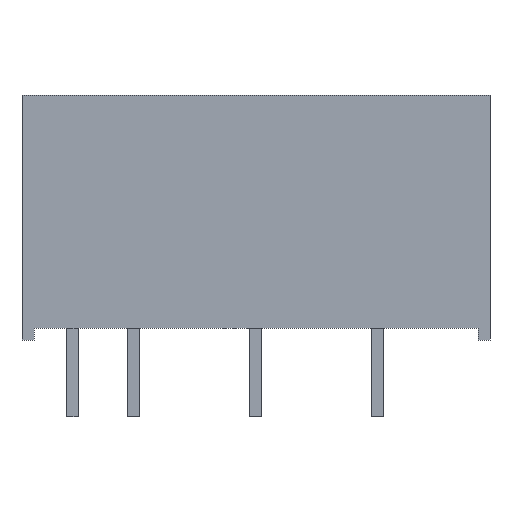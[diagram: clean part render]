
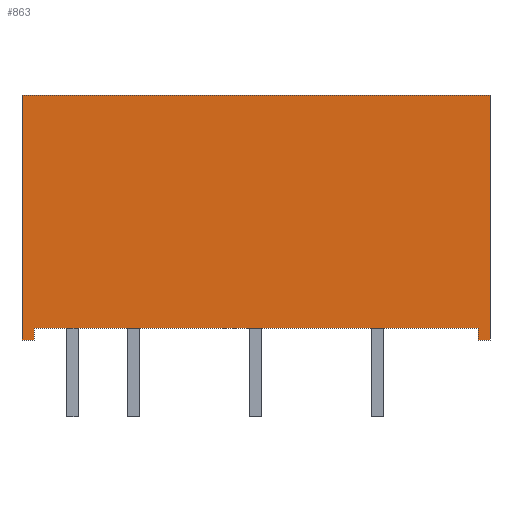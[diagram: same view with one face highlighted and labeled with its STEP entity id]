
A CAD part, front view. The second image highlights one B-rep face of the part: STEP entity #863.
In plain terms, the highlighted planar face has unit normal (0, -1, 0).
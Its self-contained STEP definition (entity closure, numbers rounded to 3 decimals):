
#492=CARTESIAN_POINT('',(17.4,-6.425,-0.0));
#493=VERTEX_POINT('',#492);
#494=CARTESIAN_POINT('',(16.9,-6.425,-0.0));
#495=VERTEX_POINT('',#494);
#496=CARTESIAN_POINT('',(7.65,-6.425,0.0));
#497=DIRECTION('',(-1.0,-0.0,0.0));
#498=VECTOR('',#497,1.0);
#499=LINE('',#496,#498);
#500=EDGE_CURVE('n� 456',#493,#495,#499,.T.);
#566=CARTESIAN_POINT('',(-1.6,-6.425,-0.0));
#567=VERTEX_POINT('',#566);
#568=CARTESIAN_POINT('',(-1.6,-6.425,0.5));
#569=VERTEX_POINT('',#568);
#570=CARTESIAN_POINT('',(-1.6,-6.425,0.0));
#571=DIRECTION('',(0.0,0.0,1.0));
#572=VECTOR('',#571,1.0);
#573=LINE('',#570,#572);
#574=EDGE_CURVE('n� 393',#567,#569,#573,.T.);
#615=CARTESIAN_POINT('',(16.9,-6.425,0.5));
#616=VERTEX_POINT('',#615);
#617=CARTESIAN_POINT('',(16.9,-6.425,0.0));
#618=DIRECTION('',(0.0,0.0,-1.0));
#619=VECTOR('',#618,1.0);
#620=LINE('',#617,#619);
#621=EDGE_CURVE('n� 374',#616,#495,#620,.T.);
#680=CARTESIAN_POINT('',(-2.1,-6.425,-0.0));
#681=VERTEX_POINT('',#680);
#682=CARTESIAN_POINT('',(7.65,-6.425,0.0));
#683=DIRECTION('',(-1.0,0.0,0.0));
#684=VECTOR('',#683,1.0);
#685=LINE('',#682,#684);
#686=EDGE_CURVE('n� 290',#567,#681,#685,.T.);
#742=CARTESIAN_POINT('',(17.4,-6.425,10.2));
#743=VERTEX_POINT('',#742);
#751=CARTESIAN_POINT('',(-2.1,-6.425,10.2));
#752=VERTEX_POINT('',#751);
#759=CARTESIAN_POINT('',(-2.1,-6.425,10.2));
#760=DIRECTION('',(1.0,0.0,0.0));
#761=VECTOR('',#760,1.0);
#762=LINE('',#759,#761);
#763=EDGE_CURVE('n� 10',#752,#743,#762,.T.);
#776=CARTESIAN_POINT('',(17.4,-6.425,10.2));
#777=DIRECTION('',(-0.0,0.0,-1.0));
#778=VECTOR('',#777,1.0);
#779=LINE('',#776,#778);
#780=EDGE_CURVE('n� 14',#743,#493,#779,.T.);
#802=CARTESIAN_POINT('',(-2.1,-6.425,0.5));
#803=DIRECTION('',(-1.0,0.0,0.0));
#804=VECTOR('',#803,1.0);
#805=LINE('',#802,#804);
#806=EDGE_CURVE('n� 26',#616,#569,#805,.T.);
#832=CARTESIAN_POINT('',(-2.1,-6.425,10.2));
#833=DIRECTION('',(-0.0,0.0,1.0));
#834=VECTOR('',#833,1.0);
#835=LINE('',#832,#834);
#836=EDGE_CURVE('n� 37',#681,#752,#835,.T.);
#848=ORIENTED_EDGE('',*,*,#686,.F.);
#849=ORIENTED_EDGE('',*,*,#574,.T.);
#850=ORIENTED_EDGE('',*,*,#806,.F.);
#851=ORIENTED_EDGE('',*,*,#621,.T.);
#852=ORIENTED_EDGE('',*,*,#500,.F.);
#853=ORIENTED_EDGE('',*,*,#780,.F.);
#854=ORIENTED_EDGE('',*,*,#763,.F.);
#855=ORIENTED_EDGE('',*,*,#836,.F.);
#856=EDGE_LOOP('',(#848,#849,#850,#851,#852,#853,#854,#855));
#857=FACE_OUTER_BOUND('',#856,.T.);
#858=CARTESIAN_POINT('',(-2.1,-6.425,10.2));
#859=DIRECTION('',(-0.0,1.0,-0.0));
#860=DIRECTION('',(-1.0,-0.0,0.0));
#861=AXIS2_PLACEMENT_3D('',#858,#859,#860);
#862=PLANE('',#861);
#863=ADVANCED_FACE('n� 2',(#857),#862,.F.);
